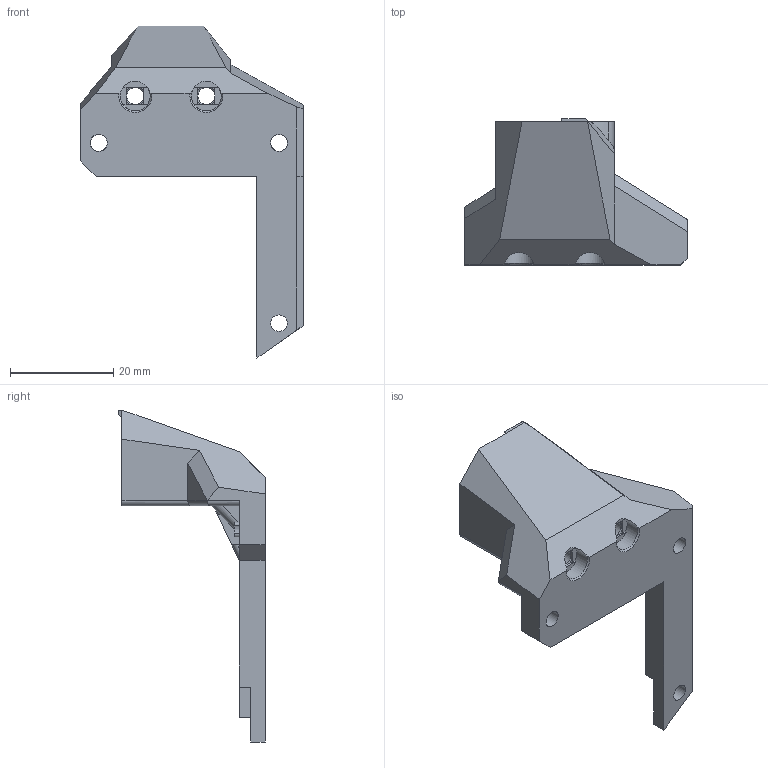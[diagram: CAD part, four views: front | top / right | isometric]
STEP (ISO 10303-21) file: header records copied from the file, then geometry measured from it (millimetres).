
FILE_DESCRIPTION(('FreeCAD Model'),'2;1');
FILE_NAME('body-front.step','2020-04-13T20:37:38',('Author'),(''), 'Open CASCADE STEP processor 7.3','FreeCAD','Unknown');
FILE_SCHEMA(('AUTOMOTIVE_DESIGN { 1 0 10303 214 1 1 1 1 }'));
Length unit declared in the file: millimetre
Products named in the file (1): front-rev-1-refined
Bounding box: 43.23 x 28.4 x 64.45 mm (x, y, z)
Volume: 13170.7 mm3; surface area: 5633.8 mm2
Topology: 1 solids, 1 shells, 118 faces, 355 edges, 239 vertices
Faces by surface type: plane 74, cylinder 33, cone 10, bspline 1
Full cylindrical faces by diameter (mm): 3.2 x1, 3.275 x2, 3.3 x2, 5.8 x2
Entity records: 10040 total; most frequent: CARTESIAN_POINT 3333, DIRECTION 1193, ORIENTED_EDGE 710, PCURVE 710, DEFINITIONAL_REPRESENTATION 710, LINE 709, VECTOR 709, EDGE_CURVE 355
